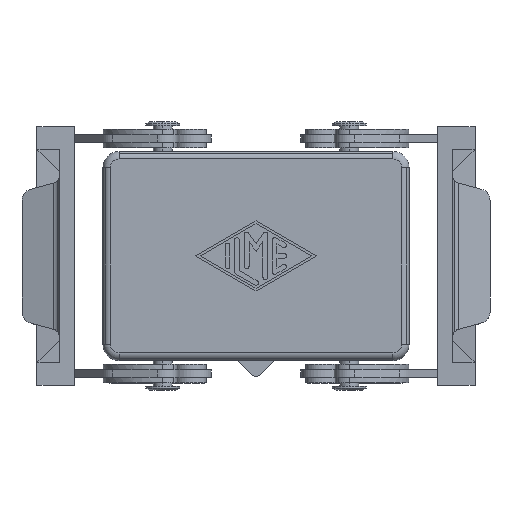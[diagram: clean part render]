
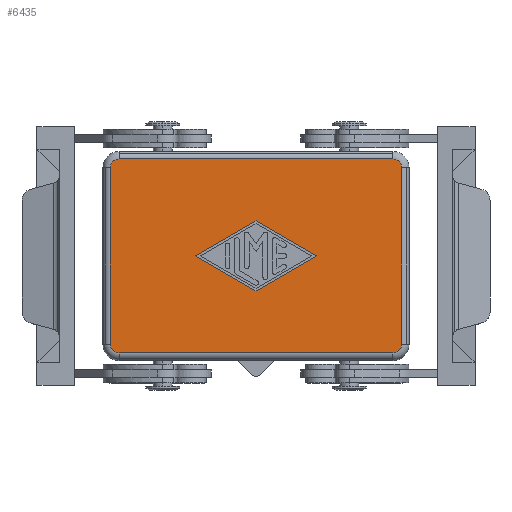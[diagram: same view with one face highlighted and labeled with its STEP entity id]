
A CAD part, top view. The second image highlights one B-rep face of the part: STEP entity #6435.
In plain terms, the highlighted planar face has unit normal (0, 0, 1).
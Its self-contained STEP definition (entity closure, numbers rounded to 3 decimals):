
#101=CARTESIAN_POINT('',(39.0,23.7,12.3));
#102=VERTEX_POINT('',#101);
#110=CARTESIAN_POINT('',(39.0,-23.7,12.3));
#111=VERTEX_POINT('',#110);
#112=CARTESIAN_POINT('',(39.0,23.7,12.3));
#113=DIRECTION('',(0.0,-1.0,0.0));
#114=VECTOR('',#113,47.4);
#115=LINE('',#112,#114);
#116=EDGE_CURVE('',#102,#111,#115,.T.);
#185=CARTESIAN_POINT('',(36.7,-26.,12.3));
#186=VERTEX_POINT('',#185);
#194=CARTESIAN_POINT('',(-36.7,-26.,12.3));
#195=VERTEX_POINT('',#194);
#196=CARTESIAN_POINT('',(36.7,-26.,12.3));
#197=DIRECTION('',(-1.0,0.0,0.0));
#198=VECTOR('',#197,73.4);
#199=LINE('',#196,#198);
#200=EDGE_CURVE('',#186,#195,#199,.T.);
#269=CARTESIAN_POINT('',(-39.0,-23.7,12.3));
#270=VERTEX_POINT('',#269);
#278=CARTESIAN_POINT('',(-39.0,23.7,12.3));
#279=VERTEX_POINT('',#278);
#280=CARTESIAN_POINT('',(-39.0,-23.7,12.3));
#281=DIRECTION('',(0.0,1.0,0.0));
#282=VECTOR('',#281,47.4);
#283=LINE('',#280,#282);
#284=EDGE_CURVE('',#270,#279,#283,.T.);
#311=CARTESIAN_POINT('',(-36.7,26.,12.3));
#312=VERTEX_POINT('',#311);
#320=CARTESIAN_POINT('',(36.7,26.,12.3));
#321=VERTEX_POINT('',#320);
#322=CARTESIAN_POINT('',(-36.7,26.,12.3));
#323=DIRECTION('',(1.0,0.0,0.0));
#324=VECTOR('',#323,73.4);
#325=LINE('',#322,#324);
#326=EDGE_CURVE('',#312,#321,#325,.T.);
#5625=CARTESIAN_POINT('',(-16.25,0.,12.3));
#5626=VERTEX_POINT('',#5625);
#5633=CARTESIAN_POINT('',(0.,-9.375,12.3));
#5634=VERTEX_POINT('',#5633);
#5635=CARTESIAN_POINT('',(0.,-9.375,12.3));
#5636=DIRECTION('',(-0.866,0.5,0.0));
#5637=VECTOR('',#5636,18.76);
#5638=LINE('',#5635,#5637);
#5639=EDGE_CURVE('',#5634,#5626,#5638,.T.);
#5664=CARTESIAN_POINT('',(16.25,0.,12.3));
#5665=VERTEX_POINT('',#5664);
#5666=CARTESIAN_POINT('',(16.25,0.,12.3));
#5667=DIRECTION('',(-0.866,-0.5,0.0));
#5668=VECTOR('',#5667,18.76);
#5669=LINE('',#5666,#5668);
#5670=EDGE_CURVE('',#5665,#5634,#5669,.T.);
#5695=CARTESIAN_POINT('',(0.,9.375,12.3));
#5696=VERTEX_POINT('',#5695);
#5697=CARTESIAN_POINT('',(0.,9.375,12.3));
#5698=DIRECTION('',(0.866,-0.5,0.0));
#5699=VECTOR('',#5698,18.76);
#5700=LINE('',#5697,#5699);
#5701=EDGE_CURVE('',#5696,#5665,#5700,.T.);
#5724=CARTESIAN_POINT('',(-16.25,0.,12.3));
#5725=DIRECTION('',(0.866,0.5,0.0));
#5726=VECTOR('',#5725,18.76);
#5727=LINE('',#5724,#5726);
#5728=EDGE_CURVE('',#5626,#5696,#5727,.T.);
#6390=CARTESIAN_POINT('',(0.0,0.,12.3));
#6391=DIRECTION('',(0.0,0.0,1.0));
#6392=DIRECTION('',(1.0,0.0,0.0));
#6393=AXIS2_PLACEMENT_3D('',#6390,#6391,#6392);
#6394=PLANE('',#6393);
#6395=CARTESIAN_POINT('',(-36.7,23.7,12.3));
#6396=DIRECTION('',(0.0,0.0,-1.));
#6397=DIRECTION('',(-0.707,0.707,0.0));
#6398=AXIS2_PLACEMENT_3D('',#6395,#6396,#6397);
#6399=CIRCLE('',#6398,2.3);
#6400=EDGE_CURVE('',#279,#312,#6399,.T.);
#6401=ORIENTED_EDGE('',*,*,#6400,.F.);
#6402=ORIENTED_EDGE('',*,*,#284,.F.);
#6403=CARTESIAN_POINT('',(-36.7,-23.7,12.3));
#6404=DIRECTION('',(0.0,0.0,-1.0));
#6405=DIRECTION('',(-0.707,-0.707,0.0));
#6406=AXIS2_PLACEMENT_3D('',#6403,#6404,#6405);
#6407=CIRCLE('',#6406,2.3);
#6408=EDGE_CURVE('',#195,#270,#6407,.T.);
#6409=ORIENTED_EDGE('',*,*,#6408,.F.);
#6410=ORIENTED_EDGE('',*,*,#200,.F.);
#6411=CARTESIAN_POINT('',(36.7,-23.7,12.3));
#6412=DIRECTION('',(0.0,0.0,-1.));
#6413=DIRECTION('',(0.707,-0.707,0.0));
#6414=AXIS2_PLACEMENT_3D('',#6411,#6412,#6413);
#6415=CIRCLE('',#6414,2.3);
#6416=EDGE_CURVE('',#111,#186,#6415,.T.);
#6417=ORIENTED_EDGE('',*,*,#6416,.F.);
#6418=ORIENTED_EDGE('',*,*,#116,.F.);
#6419=CARTESIAN_POINT('',(36.7,23.7,12.3));
#6420=DIRECTION('',(0.0,0.0,-1.0));
#6421=DIRECTION('',(0.707,0.707,0.0));
#6422=AXIS2_PLACEMENT_3D('',#6419,#6420,#6421);
#6423=CIRCLE('',#6422,2.3);
#6424=EDGE_CURVE('',#321,#102,#6423,.T.);
#6425=ORIENTED_EDGE('',*,*,#6424,.F.);
#6426=ORIENTED_EDGE('',*,*,#326,.F.);
#6427=EDGE_LOOP('',(#6401,#6402,#6409,#6410,#6417,#6418,#6425,#6426));
#6428=FACE_OUTER_BOUND('',#6427,.T.);
#6429=ORIENTED_EDGE('',*,*,#5639,.T.);
#6430=ORIENTED_EDGE('',*,*,#5728,.T.);
#6431=ORIENTED_EDGE('',*,*,#5701,.T.);
#6432=ORIENTED_EDGE('',*,*,#5670,.T.);
#6433=EDGE_LOOP('',(#6429,#6430,#6431,#6432));
#6434=FACE_BOUND('',#6433,.T.);
#6435=ADVANCED_FACE('',(#6428,#6434),#6394,.T.);
